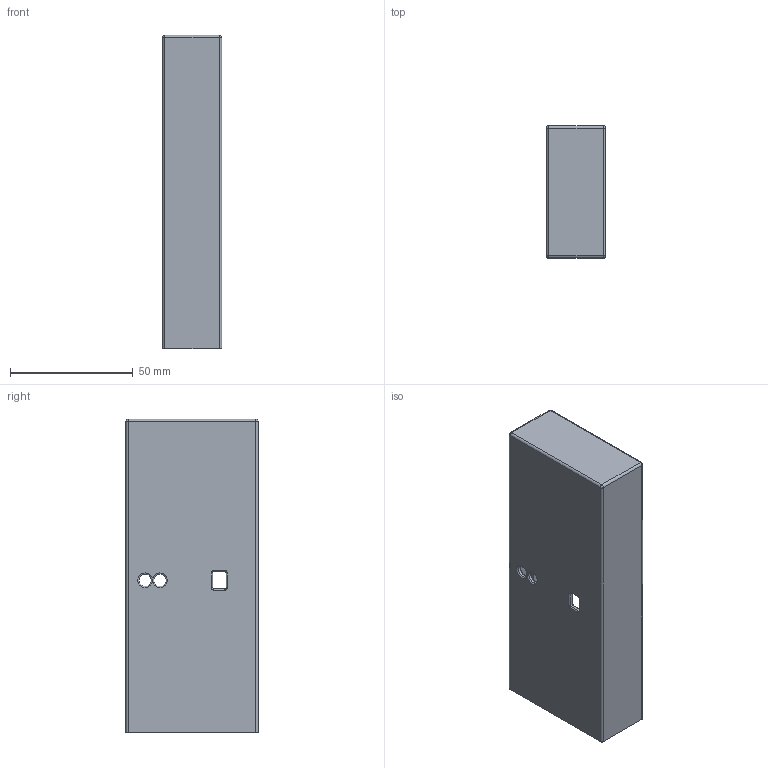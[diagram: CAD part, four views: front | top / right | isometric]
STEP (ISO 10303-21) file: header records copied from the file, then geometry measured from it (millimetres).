
FILE_DESCRIPTION(/* description */ (''),/* implementation_level */ '2;1');
FILE_NAME(/* name */ 'V2.1 Case.stp',/* time_stamp */ '2024-01-08T21:19:06-05:00',/* author */ ('User'),/* organization */ (''),/* preprocessor_version */ 'ST-DEVELOPER v19',/* originating_system */ 'Autodesk Inventor 2023',/* authorisation */ '');
FILE_SCHEMA (('AUTOMOTIVE_DESIGN { 1 0 10303 214 3 1 1 }'));
Length unit declared in the file: millimetre
Products named in the file (1): V1.0 Case
Bounding box: 24.12 x 53.8 x 127.5 mm (x, y, z)
Volume: 40712 mm3; surface area: 29661.2 mm2
Topology: 1 solids, 1 shells, 83 faces, 205 edges, 126 vertices
Faces by surface type: plane 41, cylinder 26, torus 12, sphere 4
Full cylindrical faces by diameter (mm): 3.2 x2, 5 x2
Entity records: 2488 total; most frequent: DIRECTION 443, CARTESIAN_POINT 415, ORIENTED_EDGE 410, EDGE_CURVE 205, AXIS2_PLACEMENT_3D 154, LINE 135, VECTOR 135, VERTEX_POINT 126
